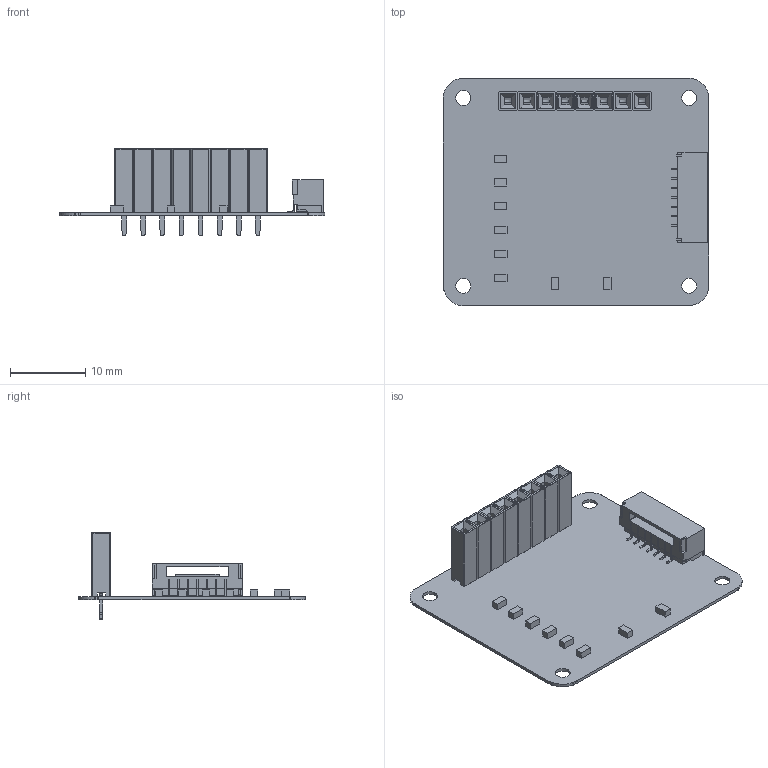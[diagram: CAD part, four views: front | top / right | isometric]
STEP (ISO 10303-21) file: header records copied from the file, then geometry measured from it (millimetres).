
FILE_DESCRIPTION(('Open CASCADE Model'),'2;1');
FILE_NAME('Open CASCADE Shape Model','2022-07-25T23:03:07',('Author'),( 'Open CASCADE'),'Open CASCADE STEP processor 6.8','Open CASCADE 6.8' ,'Unknown');
FILE_SCHEMA(('AUTOMOTIVE_DESIGN { 1 0 10303 214 1 1 1 1 }'));
Length unit declared in the file: millimetre
Products named in the file (21): PCB; Board; Open CASCADE STEP translator 6.8 3.1.1; R7; 5938072736; Extruded; R6; 5938072496; R5; R4; R3; R2; R1; Open CASCADE STEP translator 6.8 3.9; HDR2.54-1P_M; LOGO?; Open CASCADE STEP translator 6.8 3.10; A1257WR-S-7P; C1
Assembly tree (33 placements, depth 4):
  PCB
    Board
      Open CASCADE STEP translator 6.8 3.1.1
    R7
      5938072736
        Extruded
    R6
      5938072496
        Extruded
    R5
      5938072736
        Extruded
    R4
      5938072736
        Extruded
    R3
      5938072736
        Extruded
    R2
      5938072496
        Extruded
    R1
      5938072736
        Extruded
    Open CASCADE STEP translator 6.8 3.9
      HDR2.54-1P_M  x8
        HDR2.54-1P_M
        LOGO?
    Open CASCADE STEP translator 6.8 3.10
      A1257WR-S-7P
    C1
      5938072736
        Extruded
Bounding box: 35.33 x 30.23 x 11.5 mm (x, y, z)
Volume: 924.9 mm3; surface area: 4117.7 mm2
Topology: 147 solids, 147 shells, 1811 faces, 4319 edges, 2806 vertices
Faces by surface type: plane 1162, cylinder 417, bspline 232
Full cylindrical faces by diameter (mm): 0.9 x8, 2 x4
Entity records: 17665 total; most frequent: CARTESIAN_POINT 3265, ORIENTED_EDGE 2656, DIRECTION 2452, EDGE_CURVE 1328, LINE 1110, VECTOR 1110, VERTEX_POINT 868, AXIS2_PLACEMENT_3D 671
